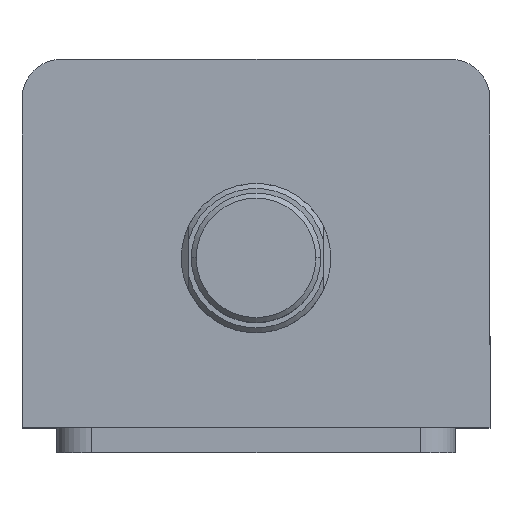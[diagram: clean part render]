
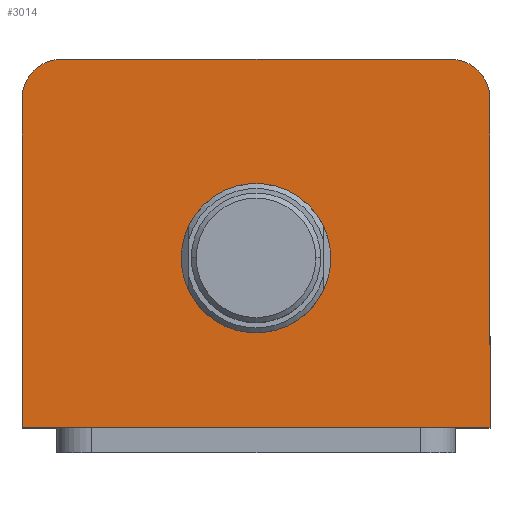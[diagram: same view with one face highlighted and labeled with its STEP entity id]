
A CAD part, top view. The second image highlights one B-rep face of the part: STEP entity #3014.
In plain terms, the highlighted planar face has unit normal (0, 0, 1).
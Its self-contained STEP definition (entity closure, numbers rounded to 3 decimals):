
#123 = FACE_BOUND ( 'NONE', #2835, .T. ) ;
#129 = FACE_OUTER_BOUND ( 'NONE', #2414, .T. ) ;
#167 = LINE ( 'NONE', #790, #170 ) ;
#170 = VECTOR ( 'NONE', #791, 1000. ) ;
#461 = CARTESIAN_POINT ( 'NONE',  ( 15., -3., 95. ) ) ;
#472 = CARTESIAN_POINT ( 'NONE',  ( -15., -3., 95. ) ) ;
#535 = CARTESIAN_POINT ( 'NONE',  ( -47., -37., 95. ) ) ;
#537 = CARTESIAN_POINT ( 'NONE',  ( -47., 29., 95. ) ) ;
#545 = CARTESIAN_POINT ( 'NONE',  ( -39., 37., 95. ) ) ;
#548 = CARTESIAN_POINT ( 'NONE',  ( 39., 37., 95. ) ) ;
#569 = CARTESIAN_POINT ( 'NONE',  ( 47., 29., 95. ) ) ;
#572 = CARTESIAN_POINT ( 'NONE',  ( 47., -37., 95. ) ) ;
#697 = CARTESIAN_POINT ( 'NONE',  ( 0., 0., 95. ) ) ;
#702 = PLANE ( 'NONE',  #1428 ) ;
#707 = DIRECTION ( 'NONE',  ( 0., 0., 1. ) ) ;
#708 = DIRECTION ( 'NONE',  ( 1., 0., 0. ) ) ;
#790 = CARTESIAN_POINT ( 'NONE',  ( -47., 37., 95. ) ) ;
#791 = DIRECTION ( 'NONE',  ( -1., 0., 0. ) ) ;
#952 = DIRECTION ( 'NONE',  ( 0., 1., 0. ) ) ;
#954 = CARTESIAN_POINT ( 'NONE',  ( 47., 37., 95. ) ) ;
#1017 = DIRECTION ( 'NONE',  ( 0., 0., 1. ) ) ;
#1020 = DIRECTION ( 'NONE',  ( 1., 0., 0. ) ) ;
#1042 = CARTESIAN_POINT ( 'NONE',  ( 39., 29., 95. ) ) ;
#1066 = EDGE_CURVE ( 'NONE', #2802, #2781, #2216, .T. ) ;
#1097 = EDGE_CURVE ( 'NONE', #2805, #2802, #1937, .T. ) ;
#1120 = EDGE_CURVE ( 'NONE', #2768, #2805, #1897, .T. ) ;
#1136 = EDGE_CURVE ( 'NONE', #2250, #2224, #1866, .T. ) ;
#1148 = EDGE_CURVE ( 'NONE', #2778, #2770, #1695, .T. ) ;
#1156 = EDGE_CURVE ( 'NONE', #2770, #2768, #1681, .T. ) ;
#1165 = EDGE_CURVE ( 'NONE', #2224, #2250, #1664, .T. ) ;
#1273 = AXIS2_PLACEMENT_3D ( 'NONE', #1042, #1017, #1020 ) ;
#1299 = AXIS2_PLACEMENT_3D ( 'NONE', #2947, #2945, #2944 ) ;
#1307 = AXIS2_PLACEMENT_3D ( 'NONE', #2898, #2897, #2895 ) ;
#1309 = AXIS2_PLACEMENT_3D ( 'NONE', #2846, #2845, #2843 ) ;
#1428 = AXIS2_PLACEMENT_3D ( 'NONE', #697, #707, #708 ) ;
#1664 = CIRCLE ( 'NONE', #1309, 15. ) ;
#1678 = VECTOR ( 'NONE', #2874, 1000. ) ;
#1681 = LINE ( 'NONE', #2875, #1678 ) ;
#1695 = CIRCLE ( 'NONE', #1307, 8. ) ;
#1781 = ORIENTED_EDGE ( 'NONE', *, *, #1156, .T. ) ;
#1782 = ORIENTED_EDGE ( 'NONE', *, *, #1148, .T. ) ;
#1783 = ORIENTED_EDGE ( 'NONE', *, *, #3123, .T. ) ;
#1784 = ORIENTED_EDGE ( 'NONE', *, *, #1136, .F. ) ;
#1785 = ORIENTED_EDGE ( 'NONE', *, *, #1165, .F. ) ;
#1807 = ORIENTED_EDGE ( 'NONE', *, *, #1120, .T. ) ;
#1808 = ORIENTED_EDGE ( 'NONE', *, *, #1097, .T. ) ;
#1813 = ORIENTED_EDGE ( 'NONE', *, *, #1066, .T. ) ;
#1866 = CIRCLE ( 'NONE', #1299, 15. ) ;
#1892 = VECTOR ( 'NONE', #2900, 1000. ) ;
#1897 = LINE ( 'NONE', #2892, #1892 ) ;
#1934 = VECTOR ( 'NONE', #952, 1000. ) ;
#1937 = LINE ( 'NONE', #954, #1934 ) ;
#2216 = CIRCLE ( 'NONE', #1273, 8. ) ;
#2224 = VERTEX_POINT ( 'NONE', #461 ) ;
#2250 = VERTEX_POINT ( 'NONE', #472 ) ;
#2414 = EDGE_LOOP ( 'NONE', ( #1783, #1782, #1781, #1807, #1808, #1813 ) ) ;
#2768 = VERTEX_POINT ( 'NONE', #535 ) ;
#2770 = VERTEX_POINT ( 'NONE', #537 ) ;
#2778 = VERTEX_POINT ( 'NONE', #545 ) ;
#2781 = VERTEX_POINT ( 'NONE', #548 ) ;
#2802 = VERTEX_POINT ( 'NONE', #569 ) ;
#2805 = VERTEX_POINT ( 'NONE', #572 ) ;
#2835 = EDGE_LOOP ( 'NONE', ( #1785, #1784 ) ) ;
#2843 = DIRECTION ( 'NONE',  ( 1., 0., 0. ) ) ;
#2845 = DIRECTION ( 'NONE',  ( 0., 0., 1. ) ) ;
#2846 = CARTESIAN_POINT ( 'NONE',  ( 0., -3., 95. ) ) ;
#2874 = DIRECTION ( 'NONE',  ( 0., -1., 0. ) ) ;
#2875 = CARTESIAN_POINT ( 'NONE',  ( -47., 37., 95. ) ) ;
#2892 = CARTESIAN_POINT ( 'NONE',  ( -47., -37., 95. ) ) ;
#2895 = DIRECTION ( 'NONE',  ( 1., 0., 0. ) ) ;
#2897 = DIRECTION ( 'NONE',  ( 0., 0., 1. ) ) ;
#2898 = CARTESIAN_POINT ( 'NONE',  ( -39., 29., 95. ) ) ;
#2900 = DIRECTION ( 'NONE',  ( 1., 0., 0. ) ) ;
#2944 = DIRECTION ( 'NONE',  ( 1., 0., 0. ) ) ;
#2945 = DIRECTION ( 'NONE',  ( 0., 0., 1. ) ) ;
#2947 = CARTESIAN_POINT ( 'NONE',  ( 0., -3., 95. ) ) ;
#3014 = ADVANCED_FACE ( 'NONE', ( #123, #129 ), #702, .T. ) ;
#3123 = EDGE_CURVE ( 'NONE', #2781, #2778, #167, .T. ) ;
